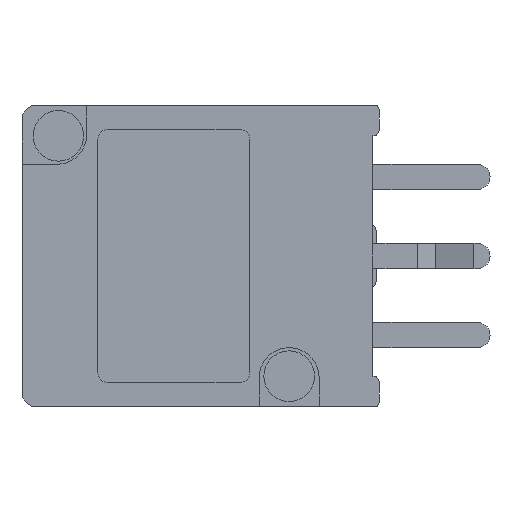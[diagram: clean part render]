
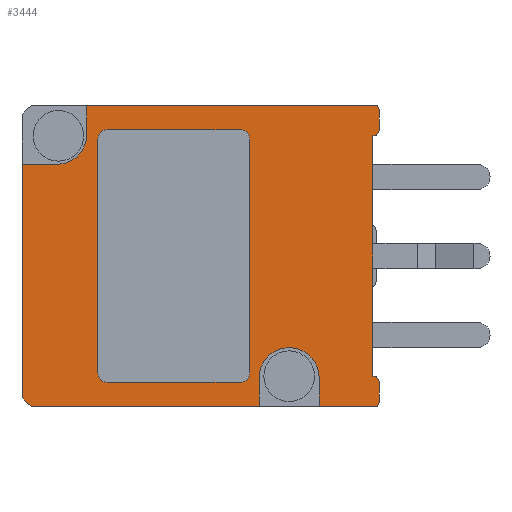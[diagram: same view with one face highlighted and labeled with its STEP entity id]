
A CAD part, left-side view. The second image highlights one B-rep face of the part: STEP entity #3444.
In plain terms, the highlighted planar face has unit normal (-1, 0, 0).
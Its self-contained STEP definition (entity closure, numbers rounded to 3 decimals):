
#121=CARTESIAN_POINT('',(0.,2.1,-3.7));
#122=DIRECTION('',(-1.,0.,0.));
#123=DIRECTION('',(0.,1.,0.));
#124=AXIS2_PLACEMENT_3D('',#121,#122,#123);
#126=DIRECTION('',(0.,-1.,0.));
#127=VECTOR('',#126,4.2);
#128=CARTESIAN_POINT('',(0.,2.1,-4.));
#129=LINE('',#128,#127);
#130=CARTESIAN_POINT('',(0.,-2.1,-3.7));
#131=DIRECTION('',(-1.,0.,0.));
#132=DIRECTION('',(0.,0.,-1.));
#133=AXIS2_PLACEMENT_3D('',#130,#131,#132);
#135=DIRECTION('',(0.,0.,1.));
#136=VECTOR('',#135,7.4);
#137=CARTESIAN_POINT('',(0.,-2.4,-3.7));
#138=LINE('',#137,#136);
#139=CARTESIAN_POINT('',(0.,-2.1,3.7));
#140=DIRECTION('',(-1.,0.,0.));
#141=DIRECTION('',(0.,-1.,0.));
#142=AXIS2_PLACEMENT_3D('',#139,#140,#141);
#144=DIRECTION('',(0.,1.,0.));
#145=VECTOR('',#144,4.2);
#146=CARTESIAN_POINT('',(0.,-2.1,4.));
#147=LINE('',#146,#145);
#148=CARTESIAN_POINT('',(0.,2.1,3.7));
#149=DIRECTION('',(-1.,0.,0.));
#150=DIRECTION('',(0.,0.,1.));
#151=AXIS2_PLACEMENT_3D('',#148,#149,#150);
#153=DIRECTION('',(0.,0.,-1.));
#154=VECTOR('',#153,7.4);
#155=CARTESIAN_POINT('',(0.,2.4,3.7));
#156=LINE('',#155,#154);
#157=DIRECTION('',(0.,1.,0.));
#158=VECTOR('',#157,9.182);
#159=CARTESIAN_POINT('',(0.,-6.432,4.75));
#160=LINE('',#159,#158);
#161=DIRECTION('',(0.,0.,-1.));
#162=VECTOR('',#161,7.6);
#163=CARTESIAN_POINT('',(0.,-6.3,3.8));
#164=LINE('',#163,#162);
#165=DIRECTION('',(0.,1.,0.));
#166=VECTOR('',#165,1.832);
#167=CARTESIAN_POINT('',(0.,-6.432,-4.75));
#168=LINE('',#167,#166);
#169=DIRECTION('',(0.,0.,1.));
#170=VECTOR('',#169,0.9);
#171=CARTESIAN_POINT('',(0.,-4.6,-4.75));
#172=LINE('',#171,#170);
#173=CARTESIAN_POINT('',(0.,-3.65,-3.85));
#174=DIRECTION('',(-1.,0.,0.));
#175=DIRECTION('',(0.,-1.,0.));
#176=AXIS2_PLACEMENT_3D('',#173,#174,#175);
#178=DIRECTION('',(0.,0.,1.));
#179=VECTOR('',#178,0.9);
#180=CARTESIAN_POINT('',(0.,-2.7,-4.75));
#181=LINE('',#180,#179);
#182=DIRECTION('',(0.,1.,0.));
#183=VECTOR('',#182,7.19);
#184=CARTESIAN_POINT('',(0.,-2.7,-4.75));
#185=LINE('',#184,#183);
#186=CARTESIAN_POINT('',(0.,4.25,-4.2));
#187=DIRECTION('',(1.,0.,0.));
#188=DIRECTION('',(0.,0.4,-0.917));
#189=AXIS2_PLACEMENT_3D('',#186,#187,#188);
#191=DIRECTION('',(0.,0.,-1.));
#192=VECTOR('',#191,7.34);
#193=CARTESIAN_POINT('',(0.,4.8,2.9));
#194=LINE('',#193,#192);
#195=DIRECTION('',(0.,-1.,0.));
#196=VECTOR('',#195,1.1);
#197=CARTESIAN_POINT('',(0.,4.8,2.9));
#198=LINE('',#197,#196);
#199=CARTESIAN_POINT('',(0.,3.7,3.85));
#200=DIRECTION('',(-1.,0.,0.));
#201=DIRECTION('',(0.,0.,-1.));
#202=AXIS2_PLACEMENT_3D('',#199,#200,#201);
#204=DIRECTION('',(0.,0.,-1.));
#205=VECTOR('',#204,0.9);
#206=CARTESIAN_POINT('',(0.,2.75,4.75));
#207=LINE('',#206,#205);
#289=CARTESIAN_POINT('',(0.,-6.3,4.6));
#290=DIRECTION('',(-1.,0.,0.));
#291=DIRECTION('',(0.,-1.,0.));
#292=AXIS2_PLACEMENT_3D('',#289,#290,#291);
#2032=CARTESIAN_POINT('',(0.,-6.3,-4.6));
#2033=DIRECTION('',(-1.,0.,0.));
#2034=DIRECTION('',(0.,-0.661,-0.75));
#2035=AXIS2_PLACEMENT_3D('',#2032,#2033,#2034);
#2054=DIRECTION('',(0.,0.,-1.));
#2055=VECTOR('',#2054,0.6);
#2056=CARTESIAN_POINT('',(0.,-6.5,4.6));
#2057=LINE('',#2056,#2055);
#2066=DIRECTION('',(0.,0.,-1.));
#2067=VECTOR('',#2066,0.6);
#2068=CARTESIAN_POINT('',(0.,-6.5,-4.));
#2069=LINE('',#2068,#2067);
#2105=CARTESIAN_POINT('',(0.,-6.3,4.));
#2106=DIRECTION('',(-1.,0.,0.));
#2107=DIRECTION('',(0.,0.,-1.));
#2108=AXIS2_PLACEMENT_3D('',#2105,#2106,#2107);
#2114=CARTESIAN_POINT('',(0.,-6.3,-4.));
#2115=DIRECTION('',(-1.,0.,0.));
#2116=DIRECTION('',(0.,-1.,0.));
#2117=AXIS2_PLACEMENT_3D('',#2114,#2115,#2116);
#2872=CARTESIAN_POINT('',(0.,-6.3,3.8));
#2873=VERTEX_POINT('',#2872);
#2874=CARTESIAN_POINT('',(0.,-6.5,4.));
#2875=VERTEX_POINT('',#2874);
#2877=CARTESIAN_POINT('',(0.,-6.5,4.6));
#2879=VERTEX_POINT('',#2877);
#2880=CARTESIAN_POINT('',(0.,-6.5,-4.));
#2881=CARTESIAN_POINT('',(0.,-6.3,-3.8));
#2882=VERTEX_POINT('',#2880);
#2883=VERTEX_POINT('',#2881);
#2888=CARTESIAN_POINT('',(0.,-6.5,-4.6));
#2890=VERTEX_POINT('',#2888);
#2936=CARTESIAN_POINT('',(0.,3.7,2.9));
#2937=CARTESIAN_POINT('',(0.,2.75,3.85));
#2938=VERTEX_POINT('',#2936);
#2939=VERTEX_POINT('',#2937);
#2940=CARTESIAN_POINT('',(0.,-4.6,-3.85));
#2941=CARTESIAN_POINT('',(0.,-2.7,-3.85));
#2942=VERTEX_POINT('',#2940);
#2943=VERTEX_POINT('',#2941);
#2992=CARTESIAN_POINT('',(0.,2.4,-3.7));
#2993=CARTESIAN_POINT('',(0.,2.1,-4.));
#2994=VERTEX_POINT('',#2992);
#2995=VERTEX_POINT('',#2993);
#2996=CARTESIAN_POINT('',(0.,-2.1,-4.));
#2997=VERTEX_POINT('',#2996);
#2998=CARTESIAN_POINT('',(0.,-2.4,-3.7));
#2999=VERTEX_POINT('',#2998);
#3000=CARTESIAN_POINT('',(0.,-2.4,3.7));
#3001=VERTEX_POINT('',#3000);
#3002=CARTESIAN_POINT('',(0.,-2.1,4.));
#3003=VERTEX_POINT('',#3002);
#3004=CARTESIAN_POINT('',(0.,2.1,4.));
#3005=VERTEX_POINT('',#3004);
#3006=CARTESIAN_POINT('',(0.,2.4,3.7));
#3007=VERTEX_POINT('',#3006);
#3100=CARTESIAN_POINT('',(0.,-6.432,4.75));
#3101=CARTESIAN_POINT('',(0.,2.75,4.75));
#3102=VERTEX_POINT('',#3100);
#3103=VERTEX_POINT('',#3101);
#3104=CARTESIAN_POINT('',(0.,4.8,2.9));
#3105=CARTESIAN_POINT('',(0.,4.8,-4.44));
#3106=VERTEX_POINT('',#3104);
#3107=VERTEX_POINT('',#3105);
#3108=CARTESIAN_POINT('',(0.,-6.432,-4.75));
#3109=CARTESIAN_POINT('',(0.,-4.6,-4.75));
#3110=VERTEX_POINT('',#3108);
#3111=VERTEX_POINT('',#3109);
#3112=CARTESIAN_POINT('',(0.,-2.7,-4.75));
#3113=CARTESIAN_POINT('',(0.,4.49,-4.75));
#3114=VERTEX_POINT('',#3112);
#3115=VERTEX_POINT('',#3113);
#3384=CARTESIAN_POINT('',(0.,0.,0.));
#3385=DIRECTION('',(1.,0.,0.));
#3386=DIRECTION('',(0.,-1.,0.));
#3387=AXIS2_PLACEMENT_3D('',#3384,#3385,#3386);
#3388=PLANE('',#3387);
#3389=ORIENTED_EDGE('',*,*,#3345,.F.);
#3391=ORIENTED_EDGE('',*,*,#3390,.F.);
#3393=ORIENTED_EDGE('',*,*,#3392,.T.);
#3395=ORIENTED_EDGE('',*,*,#3394,.F.);
#3397=ORIENTED_EDGE('',*,*,#3396,.T.);
#3399=ORIENTED_EDGE('',*,*,#3398,.F.);
#3401=ORIENTED_EDGE('',*,*,#3400,.T.);
#3403=ORIENTED_EDGE('',*,*,#3402,.F.);
#3405=ORIENTED_EDGE('',*,*,#3404,.T.);
#3407=ORIENTED_EDGE('',*,*,#3406,.T.);
#3409=ORIENTED_EDGE('',*,*,#3408,.T.);
#3411=ORIENTED_EDGE('',*,*,#3410,.F.);
#3413=ORIENTED_EDGE('',*,*,#3412,.T.);
#3415=ORIENTED_EDGE('',*,*,#3414,.T.);
#3417=ORIENTED_EDGE('',*,*,#3416,.F.);
#3419=ORIENTED_EDGE('',*,*,#3418,.T.);
#3421=ORIENTED_EDGE('',*,*,#3420,.T.);
#3423=ORIENTED_EDGE('',*,*,#3422,.F.);
#3424=EDGE_LOOP('',(#3389,#3391,#3393,#3395,#3397,#3399,#3401,#3403,#3405,#3407,
#3409,#3411,#3413,#3415,#3417,#3419,#3421,#3423));
#3425=FACE_OUTER_BOUND('',#3424,.F.);
#3427=ORIENTED_EDGE('',*,*,#3426,.T.);
#3429=ORIENTED_EDGE('',*,*,#3428,.T.);
#3431=ORIENTED_EDGE('',*,*,#3430,.T.);
#3433=ORIENTED_EDGE('',*,*,#3432,.T.);
#3435=ORIENTED_EDGE('',*,*,#3434,.T.);
#3437=ORIENTED_EDGE('',*,*,#3436,.T.);
#3439=ORIENTED_EDGE('',*,*,#3438,.T.);
#3441=ORIENTED_EDGE('',*,*,#3440,.T.);
#3442=EDGE_LOOP('',(#3427,#3429,#3431,#3433,#3435,#3437,#3439,#3441));
#3443=FACE_BOUND('',#3442,.F.);
#125=CIRCLE('',#124,0.3);
#134=CIRCLE('',#133,0.3);
#143=CIRCLE('',#142,0.3);
#152=CIRCLE('',#151,0.3);
#177=CIRCLE('',#176,0.95);
#190=CIRCLE('',#189,0.6);
#203=CIRCLE('',#202,0.95);
#293=CIRCLE('',#292,0.2);
#2036=CIRCLE('',#2035,0.2);
#2109=CIRCLE('',#2108,0.2);
#2118=CIRCLE('',#2117,0.2);
#3345=EDGE_CURVE('',#3102,#3103,#160,.T.);
#3390=EDGE_CURVE('',#2879,#3102,#293,.T.);
#3392=EDGE_CURVE('',#2879,#2875,#2057,.T.);
#3394=EDGE_CURVE('',#2873,#2875,#2109,.T.);
#3396=EDGE_CURVE('',#2873,#2883,#164,.T.);
#3398=EDGE_CURVE('',#2882,#2883,#2118,.T.);
#3400=EDGE_CURVE('',#2882,#2890,#2069,.T.);
#3402=EDGE_CURVE('',#3110,#2890,#2036,.T.);
#3404=EDGE_CURVE('',#3110,#3111,#168,.T.);
#3406=EDGE_CURVE('',#3111,#2942,#172,.T.);
#3408=EDGE_CURVE('',#2942,#2943,#177,.T.);
#3410=EDGE_CURVE('',#3114,#2943,#181,.T.);
#3412=EDGE_CURVE('',#3114,#3115,#185,.T.);
#3414=EDGE_CURVE('',#3115,#3107,#190,.T.);
#3416=EDGE_CURVE('',#3106,#3107,#194,.T.);
#3418=EDGE_CURVE('',#3106,#2938,#198,.T.);
#3420=EDGE_CURVE('',#2938,#2939,#203,.T.);
#3422=EDGE_CURVE('',#3103,#2939,#207,.T.);
#3426=EDGE_CURVE('',#2994,#2995,#125,.T.);
#3428=EDGE_CURVE('',#2995,#2997,#129,.T.);
#3430=EDGE_CURVE('',#2997,#2999,#134,.T.);
#3432=EDGE_CURVE('',#2999,#3001,#138,.T.);
#3434=EDGE_CURVE('',#3001,#3003,#143,.T.);
#3436=EDGE_CURVE('',#3003,#3005,#147,.T.);
#3438=EDGE_CURVE('',#3005,#3007,#152,.T.);
#3440=EDGE_CURVE('',#3007,#2994,#156,.T.);
#3444=ADVANCED_FACE('',(#3425,#3443),#3388,.F.);
